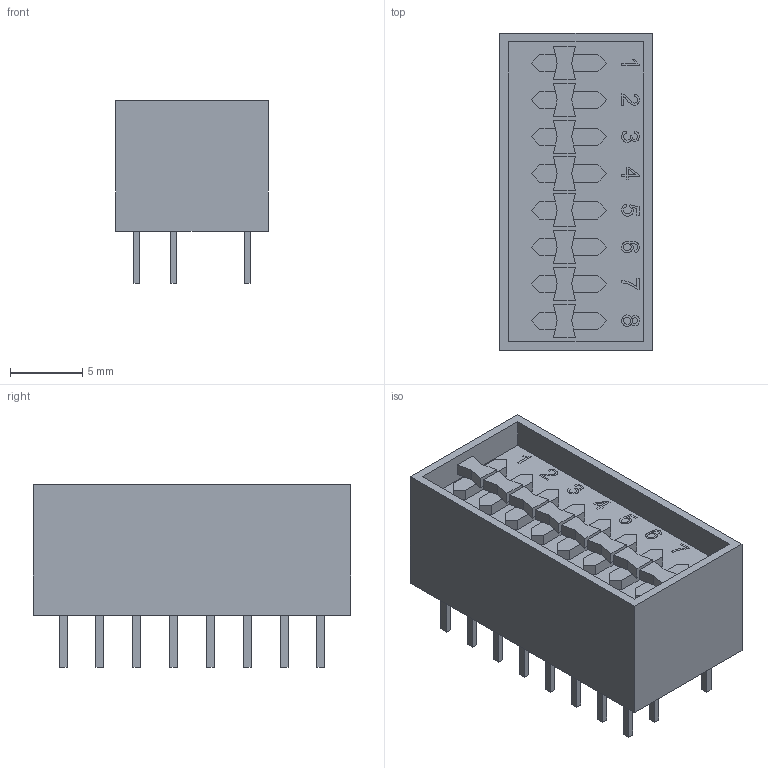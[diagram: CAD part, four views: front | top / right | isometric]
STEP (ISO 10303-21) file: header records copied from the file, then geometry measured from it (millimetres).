
FILE_DESCRIPTION((''),'2;1');
FILE_NAME('SW_ERG_SCS-8-023.stp','2011-01-31T16:37:07',(''),(''),'Mechanical Desktop 2011','Mechanical Desktop 2011',', , ');
FILE_SCHEMA(('AUTOMOTIVE_DESIGN { 1 2 10303 214 1 1 1 1 }'));
Length unit declared in the file: millimetre
Products named in the file (1): Product
Bounding box: 10.5 x 21.9 x 12.6 mm (x, y, z)
Volume: 1757.3 mm3; surface area: 1608.7 mm2
Topology: 49 solids, 49 shells, 1191 faces, 3240 edges, 2160 vertices
Faces by surface type: plane 1187, cylinder 4
Entity records: 36845 total; most frequent: CARTESIAN_POINT 6592, ORIENTED_EDGE 6480, DIRECTION 5632, EDGE_CURVE 3240, VECTOR 3232, LINE 3232, VERTEX_POINT 2160, EDGE_LOOP 1212
